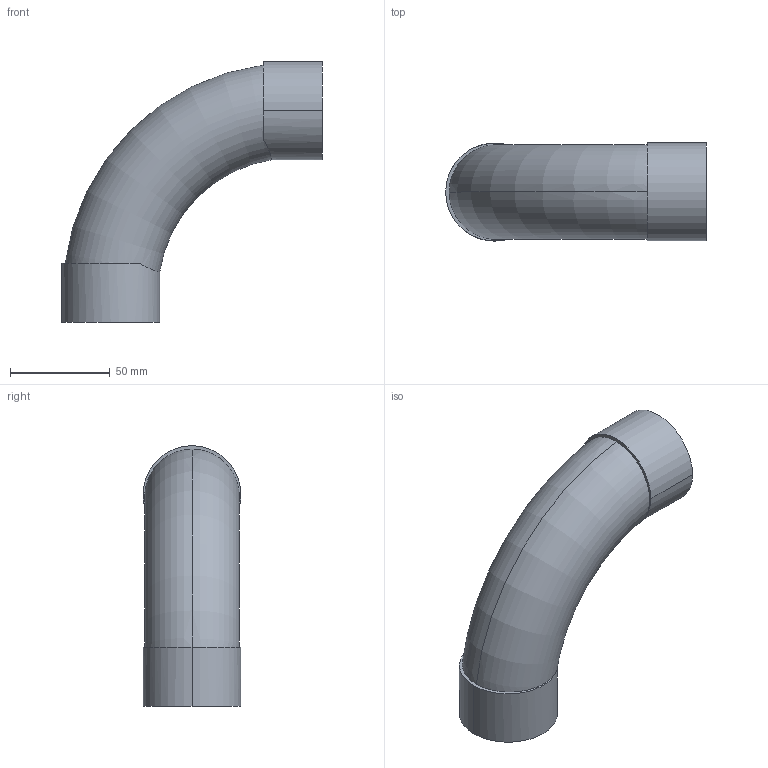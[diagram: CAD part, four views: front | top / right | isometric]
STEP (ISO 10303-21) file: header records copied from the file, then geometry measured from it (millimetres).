
FILE_DESCRIPTION(('STEP AP214'),'1');
FILE_NAME('cctmp_FC0F2E3D-AF88-45C0-8205-5CB48022C034_2022_03_09_10_23_54_0833..stp','2022-03-09T09:23:54',('Praher Valves GmbH'),('CADClick - www.CADClick.com'),'Spatial InterOp 3D',' ','unknown authorization');
FILE_SCHEMA(('AUTOMOTIVE_DESIGN'));
Length unit declared in the file: millimetre
Products named in the file (1): 70978
Bounding box: 130.5 x 49 x 130.5 mm (x, y, z)
Volume: 123758.9 mm3; surface area: 48177.3 mm2
Topology: 1 solids, 1 shells, 18 faces, 42 edges, 28 vertices
Faces by surface type: cylinder 8, plane 6, torus 4
Entity records: 1556 total; most frequent: CARTESIAN_POINT 969, DIRECTION 90, ORIENTED_EDGE 84, EDGE_CURVE 42, AXIS2_PLACEMENT_3D 41, VERTEX_POINT 28, EDGE_LOOP 22, CIRCLE 22
